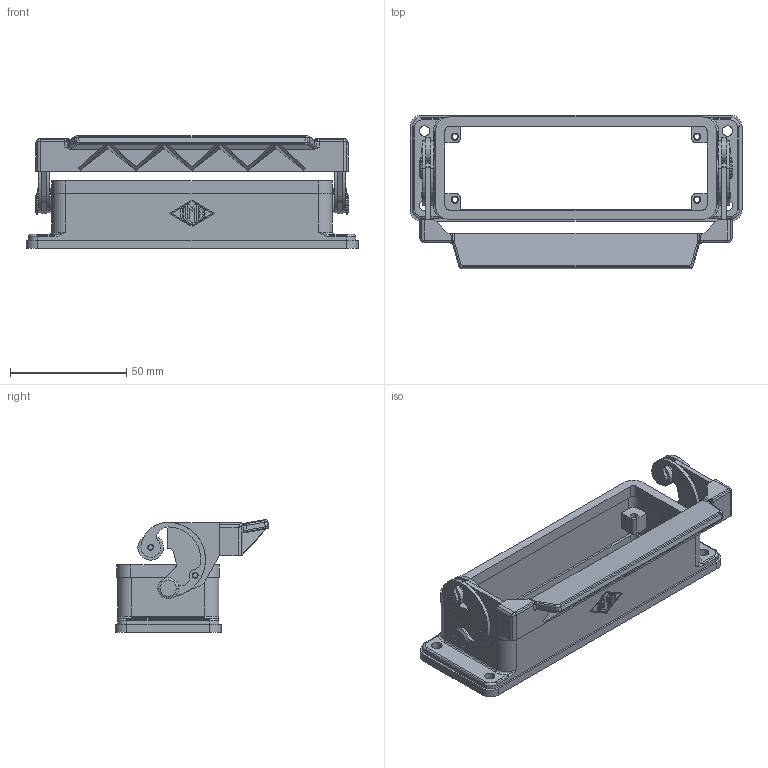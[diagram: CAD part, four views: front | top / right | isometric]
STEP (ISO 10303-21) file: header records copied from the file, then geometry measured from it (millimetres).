
FILE_DESCRIPTION((''),'2;1');
FILE_NAME('CMI 16 L.stp','2006-12-21T16:04:46',('gembarski'),(''),'Autodesk Inventor 7','Autodesk Inventor 7','');
FILE_SCHEMA(('AUTOMOTIVE_DESIGN { 1 0 10303 214 1 1 1 1 }'));
Length unit declared in the file: millimetre
Products named in the file (1): CMI 16 L
Bounding box: 142.5 x 65.95 x 48.42 mm (x, y, z)
Volume: 55549 mm3; surface area: 39411.9 mm2
Topology: 4 solids, 4 shells, 490 faces, 1304 edges, 842 vertices
Faces by surface type: plane 174, cylinder 152, bspline 142, torus 14, cone 4, sphere 4
Entity records: 18552 total; most frequent: CARTESIAN_POINT 6351, ORIENTED_EDGE 2588, DIRECTION 2524, EDGE_CURVE 1294, AXIS2_PLACEMENT_3D 907, VERTEX_POINT 842, VECTOR 710, LINE 710
